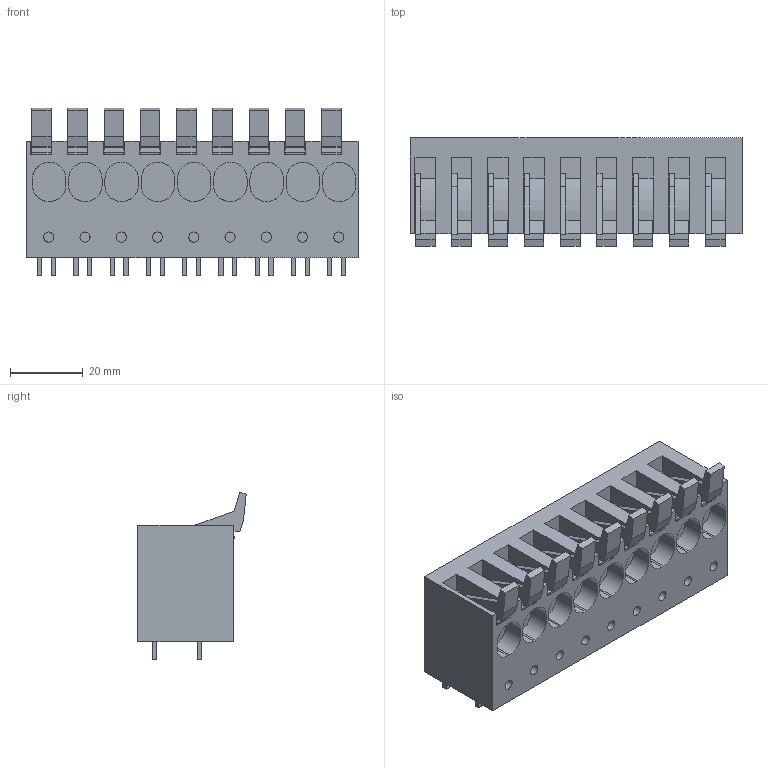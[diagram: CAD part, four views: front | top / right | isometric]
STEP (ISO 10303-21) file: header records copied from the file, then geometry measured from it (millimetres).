
FILE_DESCRIPTION(('CATIA V5 STEP Exchange','CAx-IF Rec.Pracs.--- Model Styling and Organization---1.2---2011-12-15'),'2;1');
FILE_NAME ('D1461231_0', '2018-04-17T10:10:11+00:00', ('none'), ('Weidmueller'), 'CATIA Version 5-6 Release 2014', 'CATIA V5 STEP AP214', 'none');
FILE_SCHEMA(('AUTOMOTIVE_DESIGN { 1 0 10303 214 1 1 1 1 }'));
Length unit declared in the file: millimetre
Products named in the file (1): 1988670000
Bounding box: 91.58 x 29.9 x 46.24 mm (x, y, z)
Volume: 67094.1 mm3; surface area: 24047.9 mm2
Topology: 28 solids, 28 shells, 710 faces, 2003 edges, 1376 vertices
Faces by surface type: plane 510, cylinder 200
Entity records: 23419 total; most frequent: CARTESIAN_POINT 5541, ORIENTED_EDGE 4006, DIRECTION 2826, EDGE_CURVE 2003, VECTOR 1613, LINE 1613, VERTEX_POINT 1376, AXIS2_PLACEMENT_3D 737
